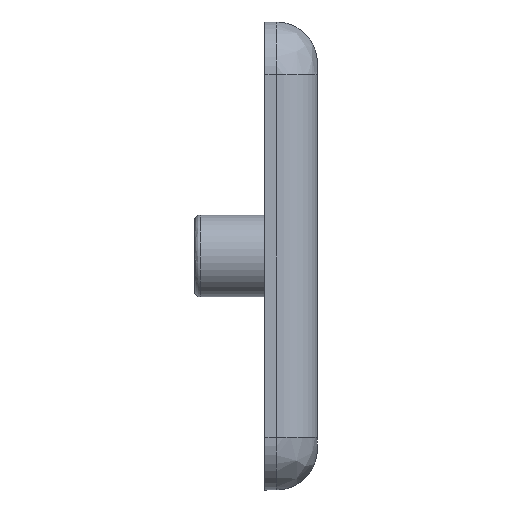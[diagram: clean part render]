
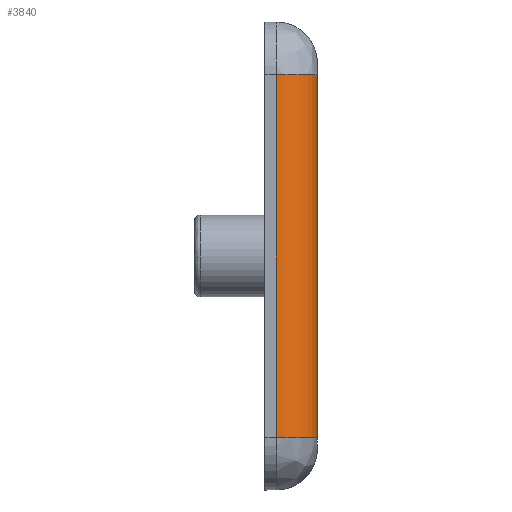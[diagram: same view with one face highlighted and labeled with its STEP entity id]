
A CAD part, left-side view. The second image highlights one B-rep face of the part: STEP entity #3840.
In plain terms, the highlighted cylindrical face has radius 3.5 mm (diameter 7 mm), a partial arc.
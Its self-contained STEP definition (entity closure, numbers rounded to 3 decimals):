
#54 = CARTESIAN_POINT ( 'NONE',  ( -26.5, 0., 15.5 ) ) ;
#60 = CARTESIAN_POINT ( 'NONE',  ( -26.5, 0., -15.5 ) ) ;
#357 = EDGE_CURVE ( 'NONE', #1089, #2374, #6115, .T. ) ;
#439 = DIRECTION ( 'NONE',  ( 0., 0., 1. ) ) ;
#445 = ORIENTED_EDGE ( 'NONE', *, *, #357, .T. ) ;
#713 = VECTOR ( 'NONE', #809, 1000. ) ;
#809 = DIRECTION ( 'NONE',  ( 0., 0., 1. ) ) ;
#839 = CIRCLE ( 'NONE', #1896, 3.5 ) ;
#1089 = VERTEX_POINT ( 'NONE', #60 ) ;
#1190 = DIRECTION ( 'NONE',  ( 0., 0., -1. ) ) ;
#1750 = AXIS2_PLACEMENT_3D ( 'NONE', #6228, #3125, #6756 ) ;
#1896 = AXIS2_PLACEMENT_3D ( 'NONE', #5361, #2255, #5892 ) ;
#1928 = EDGE_LOOP ( 'NONE', ( #5525, #445, #4756, #3907 ) ) ;
#1987 = CARTESIAN_POINT ( 'NONE',  ( -30., 3.5, 15.5 ) ) ;
#2255 = DIRECTION ( 'NONE',  ( 0., 0., -1. ) ) ;
#2374 = VERTEX_POINT ( 'NONE', #54 ) ;
#2546 = DIRECTION ( 'NONE',  ( 1., 0., 0. ) ) ;
#2620 = EDGE_CURVE ( 'NONE', #2374, #6313, #839, .T. ) ;
#2641 = EDGE_CURVE ( 'NONE', #6313, #5717, #5735, .T. ) ;
#2785 = CARTESIAN_POINT ( 'NONE',  ( -30., 3.5, -15.5 ) ) ;
#2874 = CARTESIAN_POINT ( 'NONE',  ( -26.5, 0., -15.5 ) ) ;
#2986 = VECTOR ( 'NONE', #1190, 1000. ) ;
#3125 = DIRECTION ( 'NONE',  ( 0., 0., 1. ) ) ;
#3597 = CARTESIAN_POINT ( 'NONE',  ( -26.5, 3.5, -15.5 ) ) ;
#3707 = FACE_OUTER_BOUND ( 'NONE', #1928, .T. ) ;
#3840 = ADVANCED_FACE ( 'NONE', ( #3707 ), #6298, .T. ) ;
#3907 = ORIENTED_EDGE ( 'NONE', *, *, #2641, .T. ) ;
#4426 = EDGE_CURVE ( 'NONE', #5717, #1089, #6655, .T. ) ;
#4756 = ORIENTED_EDGE ( 'NONE', *, *, #2620, .T. ) ;
#5075 = CARTESIAN_POINT ( 'NONE',  ( -30., 3.5, -15.5 ) ) ;
#5361 = CARTESIAN_POINT ( 'NONE',  ( -26.5, 3.5, 15.5 ) ) ;
#5525 = ORIENTED_EDGE ( 'NONE', *, *, #4426, .T. ) ;
#5693 = AXIS2_PLACEMENT_3D ( 'NONE', #3597, #439, #2546 ) ;
#5717 = VERTEX_POINT ( 'NONE', #5075 ) ;
#5735 = LINE ( 'NONE', #2785, #2986 ) ;
#5892 = DIRECTION ( 'NONE',  ( 1., 0., 0. ) ) ;
#6115 = LINE ( 'NONE', #2874, #713 ) ;
#6228 = CARTESIAN_POINT ( 'NONE',  ( -26.5, 3.5, -15.5 ) ) ;
#6298 = CYLINDRICAL_SURFACE ( 'NONE', #5693, 3.5 ) ;
#6313 = VERTEX_POINT ( 'NONE', #1987 ) ;
#6655 = CIRCLE ( 'NONE', #1750, 3.5 ) ;
#6756 = DIRECTION ( 'NONE',  ( 1., 0., 0. ) ) ;
